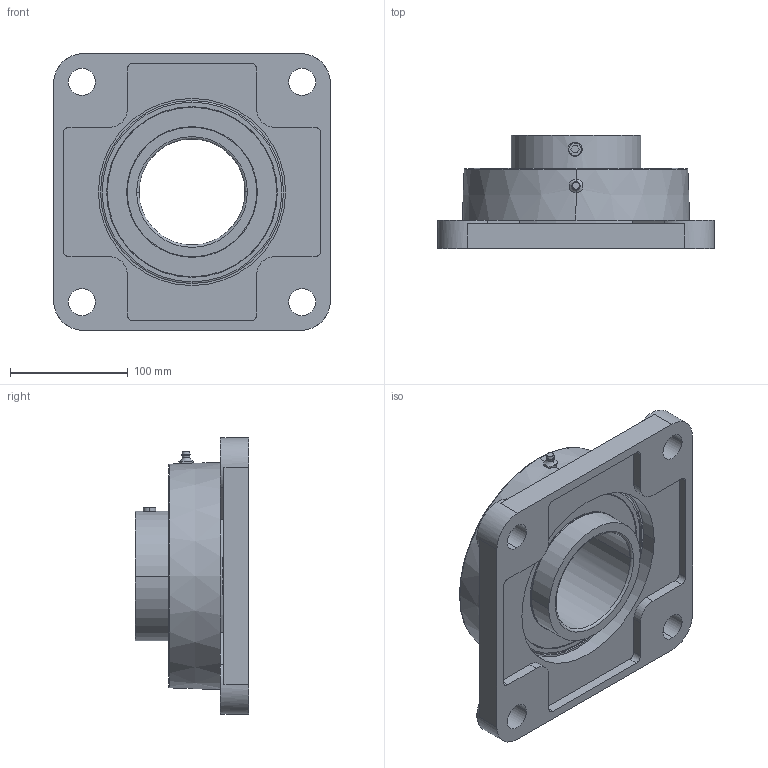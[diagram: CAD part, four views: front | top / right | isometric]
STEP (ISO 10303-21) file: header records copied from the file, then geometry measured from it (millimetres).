
FILE_DESCRIPTION((''),'2;1');
FILE_NAME('UCF218_ASM','2016-10-07T',('giuseppe.caruso'),(''),'CREO PARAMETRIC BY PTC INC, 2014500','CREO PARAMETRIC BY PTC INC, 2014500','');
FILE_SCHEMA(('CONFIG_CONTROL_DESIGN'));
Length unit declared in the file: millimetre
Products named in the file (11): F218; UC218_AI_AF0; UC218_AE_AF0; UC218_BALL; UC218_CAGE; UC218_SEAL; UC218_FLAP; GRANOM12X1_5; UC218_ASM; INGR_M10X1; UCF218_ASM
Assembly tree (22 placements, depth 3):
  UCF218_ASM
    F218
    UC218_ASM
      UC218_AI_AF0
      UC218_AE_AF0
      UC218_BALL  x10
      UC218_CAGE
      UC218_SEAL  x2
      UC218_FLAP  x2
      GRANOM12X1_5  x2
    INGR_M10X1
Bounding box: 235 x 96.3 x 235 mm (x, y, z)
Volume: 1491900.9 mm3; surface area: 368726.6 mm2
Topology: 21 solids, 25 shells, 885 faces, 2343 edges, 1520 vertices
Faces by surface type: plane 627, cylinder 126, sphere 64, cone 46, torus 22
Entity records: 26334 total; most frequent: CARTESIAN_POINT 5181, ORIENTED_EDGE 4342, DIRECTION 4299, EDGE_CURVE 2181, VECTOR 1643, LINE 1643, VERTEX_POINT 1436, AXIS2_PLACEMENT_3D 1328
